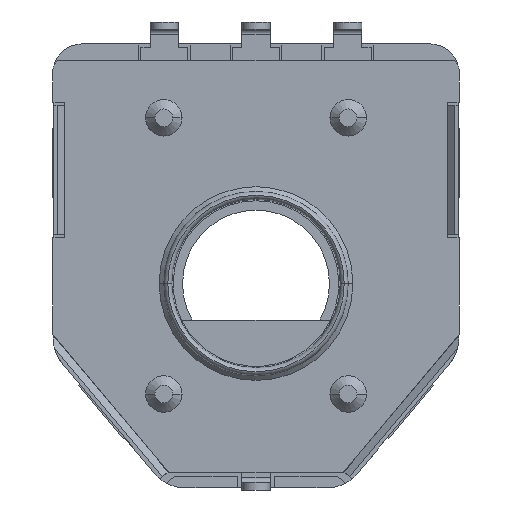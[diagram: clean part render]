
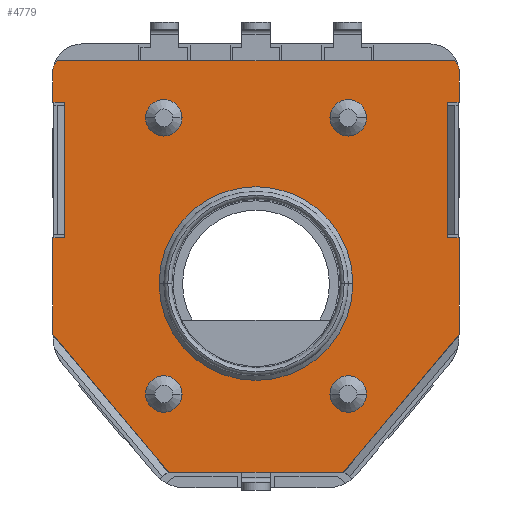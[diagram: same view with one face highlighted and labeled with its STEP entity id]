
A CAD part, front view. The second image highlights one B-rep face of the part: STEP entity #4779.
In plain terms, the highlighted planar face has unit normal (0, -1, 0).
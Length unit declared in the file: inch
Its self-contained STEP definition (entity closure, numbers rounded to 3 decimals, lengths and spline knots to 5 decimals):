
#353=CARTESIAN_POINT('',(0.,0.,-0.025));
#354=DIRECTION('',(0.,1.,0.));
#355=DIRECTION('',(-1.,0.,0.));
#356=AXIS2_PLACEMENT_3D('',#353,#354,#355);
#363=CARTESIAN_POINT('',(-0.0985,0.,0.1521));
#364=DIRECTION('',(0.,-1.,0.));
#365=DIRECTION('',(-1.,0.,0.));
#366=AXIS2_PLACEMENT_3D('',#363,#364,#365);
#368=CARTESIAN_POINT('',(-0.0985,0.,0.1521));
#369=DIRECTION('',(0.,-1.,0.));
#370=DIRECTION('',(1.,0.,0.));
#371=AXIS2_PLACEMENT_3D('',#368,#369,#370);
#373=CARTESIAN_POINT('',(0.0985,0.,0.1521));
#374=DIRECTION('',(0.,-1.,0.));
#375=DIRECTION('',(-1.,0.,0.));
#376=AXIS2_PLACEMENT_3D('',#373,#374,#375);
#378=CARTESIAN_POINT('',(0.0985,0.,0.1521));
#379=DIRECTION('',(0.,-1.,0.));
#380=DIRECTION('',(1.,0.,0.));
#381=AXIS2_PLACEMENT_3D('',#378,#379,#380);
#383=CARTESIAN_POINT('',(-0.0985,0.,-0.143));
#384=DIRECTION('',(0.,-1.,0.));
#385=DIRECTION('',(-1.,0.,0.));
#386=AXIS2_PLACEMENT_3D('',#383,#384,#385);
#388=CARTESIAN_POINT('',(-0.0985,0.,-0.143));
#389=DIRECTION('',(0.,-1.,0.));
#390=DIRECTION('',(1.,0.,0.));
#391=AXIS2_PLACEMENT_3D('',#388,#389,#390);
#393=CARTESIAN_POINT('',(0.0985,0.,-0.143));
#394=DIRECTION('',(0.,-1.,0.));
#395=DIRECTION('',(-1.,0.,0.));
#396=AXIS2_PLACEMENT_3D('',#393,#394,#395);
#398=CARTESIAN_POINT('',(0.0985,0.,-0.143));
#399=DIRECTION('',(0.,-1.,0.));
#400=DIRECTION('',(1.,0.,0.));
#401=AXIS2_PLACEMENT_3D('',#398,#399,#400);
#403=DIRECTION('',(-1.,0.,0.));
#404=VECTOR('',#403,0.0125);
#405=CARTESIAN_POINT('',(0.217,0.,0.169));
#406=LINE('',#405,#404);
#407=DIRECTION('',(0.,0.,1.));
#408=VECTOR('',#407,0.145);
#409=CARTESIAN_POINT('',(0.2045,0.,0.024));
#410=LINE('',#409,#408);
#411=DIRECTION('',(1.,0.,0.));
#412=VECTOR('',#411,0.0125);
#413=CARTESIAN_POINT('',(0.2045,0.,0.024));
#414=LINE('',#413,#412);
#415=DIRECTION('',(0.,0.,-1.));
#416=VECTOR('',#415,0.103);
#417=CARTESIAN_POINT('',(0.217,0.,0.024));
#418=LINE('',#417,#416);
#419=DIRECTION('',(-0.643,0.,-0.766));
#420=VECTOR('',#419,0.19291);
#421=CARTESIAN_POINT('',(0.217,0.,-0.079));
#422=LINE('',#421,#420);
#423=DIRECTION('',(-1.,0.,0.));
#424=VECTOR('',#423,0.186);
#425=CARTESIAN_POINT('',(0.093,0.,-0.22678));
#426=LINE('',#425,#424);
#427=DIRECTION('',(-0.643,0.,0.766));
#428=VECTOR('',#427,0.19291);
#429=CARTESIAN_POINT('',(-0.093,0.,-0.22678));
#430=LINE('',#429,#428);
#431=DIRECTION('',(0.,0.,1.));
#432=VECTOR('',#431,0.103);
#433=CARTESIAN_POINT('',(-0.217,0.,-0.079));
#434=LINE('',#433,#432);
#435=DIRECTION('',(1.,0.,0.));
#436=VECTOR('',#435,0.0125);
#437=CARTESIAN_POINT('',(-0.217,0.,0.024));
#438=LINE('',#437,#436);
#439=DIRECTION('',(0.,0.,-1.));
#440=VECTOR('',#439,0.145);
#441=CARTESIAN_POINT('',(-0.2045,0.,0.169));
#442=LINE('',#441,#440);
#443=DIRECTION('',(-1.,0.,0.));
#444=VECTOR('',#443,0.0125);
#445=CARTESIAN_POINT('',(-0.2045,0.,0.169));
#446=LINE('',#445,#444);
#447=DIRECTION('',(0.,0.,1.));
#448=VECTOR('',#447,0.03422);
#449=CARTESIAN_POINT('',(-0.217,0.,0.169));
#450=LINE('',#449,#448);
#451=CARTESIAN_POINT('',(-0.2045,0.,0.20322));
#452=DIRECTION('',(0.,1.,0.));
#453=DIRECTION('',(-1.,0.,0.));
#454=AXIS2_PLACEMENT_3D('',#451,#452,#453);
#456=DIRECTION('',(1.,0.,0.));
#457=VECTOR('',#456,0.424);
#458=CARTESIAN_POINT('',(-0.212,0.,0.21322));
#459=LINE('',#458,#457);
#460=CARTESIAN_POINT('',(0.2045,0.,0.20322));
#461=DIRECTION('',(0.,1.,0.));
#462=DIRECTION('',(0.6,0.,0.8));
#463=AXIS2_PLACEMENT_3D('',#460,#461,#462);
#465=DIRECTION('',(0.,0.,-1.));
#466=VECTOR('',#465,0.03422);
#467=CARTESIAN_POINT('',(0.217,0.,0.20322));
#468=LINE('',#467,#466);
#469=CARTESIAN_POINT('',(0.,0.,-0.025));
#470=DIRECTION('',(0.,1.,0.));
#471=DIRECTION('',(1.,0.,0.));
#472=AXIS2_PLACEMENT_3D('',#469,#470,#471);
#3270=CARTESIAN_POINT('',(0.217,0.,-0.079));
#3271=CARTESIAN_POINT('',(0.093,0.,-0.22678));
#3272=VERTEX_POINT('',#3270);
#3273=VERTEX_POINT('',#3271);
#3274=CARTESIAN_POINT('',(-0.093,0.,-0.22678));
#3275=VERTEX_POINT('',#3274);
#3276=CARTESIAN_POINT('',(-0.217,0.,-0.079));
#3277=VERTEX_POINT('',#3276);
#3282=CARTESIAN_POINT('',(-0.217,0.,0.024));
#3283=VERTEX_POINT('',#3282);
#3284=CARTESIAN_POINT('',(0.217,0.,0.024));
#3285=VERTEX_POINT('',#3284);
#3294=CARTESIAN_POINT('',(-0.217,0.,0.169));
#3296=VERTEX_POINT('',#3294);
#3298=CARTESIAN_POINT('',(0.217,0.,0.169));
#3300=VERTEX_POINT('',#3298);
#3314=CARTESIAN_POINT('',(-0.118,0.,0.1521));
#3315=CARTESIAN_POINT('',(-0.079,0.,0.1521));
#3316=VERTEX_POINT('',#3314);
#3317=VERTEX_POINT('',#3315);
#3318=CARTESIAN_POINT('',(0.079,0.,0.1521));
#3319=CARTESIAN_POINT('',(0.118,0.,0.1521));
#3320=VERTEX_POINT('',#3318);
#3321=VERTEX_POINT('',#3319);
#3350=CARTESIAN_POINT('',(-0.118,0.,-0.143));
#3351=CARTESIAN_POINT('',(-0.079,0.,-0.143));
#3352=VERTEX_POINT('',#3350);
#3353=VERTEX_POINT('',#3351);
#3354=CARTESIAN_POINT('',(0.079,0.,-0.143));
#3355=CARTESIAN_POINT('',(0.118,0.,-0.143));
#3356=VERTEX_POINT('',#3354);
#3357=VERTEX_POINT('',#3355);
#3386=CARTESIAN_POINT('',(-0.212,0.,0.21322));
#3387=CARTESIAN_POINT('',(0.212,0.,0.21322));
#3388=VERTEX_POINT('',#3386);
#3389=VERTEX_POINT('',#3387);
#3390=CARTESIAN_POINT('',(-0.217,0.,0.20322));
#3391=VERTEX_POINT('',#3390);
#3392=CARTESIAN_POINT('',(0.217,0.,0.20322));
#3393=VERTEX_POINT('',#3392);
#3438=CARTESIAN_POINT('',(-0.1035,0.,-0.025));
#3439=CARTESIAN_POINT('',(0.1035,0.,-0.025));
#3440=VERTEX_POINT('',#3438);
#3441=VERTEX_POINT('',#3439);
#4206=CARTESIAN_POINT('',(-0.2045,0.,0.024));
#4207=VERTEX_POINT('',#4206);
#4208=CARTESIAN_POINT('',(0.2045,0.,0.024));
#4209=VERTEX_POINT('',#4208);
#4210=CARTESIAN_POINT('',(-0.2045,0.,0.169));
#4211=VERTEX_POINT('',#4210);
#4212=CARTESIAN_POINT('',(0.2045,0.,0.169));
#4213=VERTEX_POINT('',#4212);
#4712=CARTESIAN_POINT('',(0.,0.,0.));
#4713=DIRECTION('',(0.,1.,0.));
#4714=DIRECTION('',(1.,0.,0.));
#4715=AXIS2_PLACEMENT_3D('',#4712,#4713,#4714);
#4716=PLANE('',#4715);
#4718=ORIENTED_EDGE('',*,*,#4717,.T.);
#4719=ORIENTED_EDGE('',*,*,#4365,.F.);
#4721=ORIENTED_EDGE('',*,*,#4720,.T.);
#4723=ORIENTED_EDGE('',*,*,#4722,.T.);
#4725=ORIENTED_EDGE('',*,*,#4724,.T.);
#4727=ORIENTED_EDGE('',*,*,#4726,.T.);
#4729=ORIENTED_EDGE('',*,*,#4728,.T.);
#4731=ORIENTED_EDGE('',*,*,#4730,.T.);
#4733=ORIENTED_EDGE('',*,*,#4732,.T.);
#4735=ORIENTED_EDGE('',*,*,#4734,.F.);
#4737=ORIENTED_EDGE('',*,*,#4736,.T.);
#4739=ORIENTED_EDGE('',*,*,#4738,.T.);
#4741=ORIENTED_EDGE('',*,*,#4740,.T.);
#4743=ORIENTED_EDGE('',*,*,#4742,.T.);
#4745=ORIENTED_EDGE('',*,*,#4744,.T.);
#4747=ORIENTED_EDGE('',*,*,#4746,.T.);
#4748=EDGE_LOOP('',(#4718,#4719,#4721,#4723,#4725,#4727,#4729,#4731,#4733,#4735,
#4737,#4739,#4741,#4743,#4745,#4747));
#4749=FACE_OUTER_BOUND('',#4748,.F.);
#4751=ORIENTED_EDGE('',*,*,#4750,.T.);
#4753=ORIENTED_EDGE('',*,*,#4752,.T.);
#4754=EDGE_LOOP('',(#4751,#4753));
#4755=FACE_BOUND('',#4754,.F.);
#4757=ORIENTED_EDGE('',*,*,#4756,.T.);
#4759=ORIENTED_EDGE('',*,*,#4758,.T.);
#4760=EDGE_LOOP('',(#4757,#4759));
#4761=FACE_BOUND('',#4760,.F.);
#4763=ORIENTED_EDGE('',*,*,#4762,.T.);
#4765=ORIENTED_EDGE('',*,*,#4764,.T.);
#4766=EDGE_LOOP('',(#4763,#4765));
#4767=FACE_BOUND('',#4766,.F.);
#4769=ORIENTED_EDGE('',*,*,#4768,.T.);
#4771=ORIENTED_EDGE('',*,*,#4770,.T.);
#4772=EDGE_LOOP('',(#4769,#4771));
#4773=FACE_BOUND('',#4772,.F.);
#4775=ORIENTED_EDGE('',*,*,#4774,.F.);
#4776=ORIENTED_EDGE('',*,*,#4702,.F.);
#4777=EDGE_LOOP('',(#4775,#4776));
#4778=FACE_BOUND('',#4777,.F.);
#4779=ADVANCED_FACE('',(#4749,#4755,#4761,#4767,#4773,#4778),#4716,.F.);
#357=CIRCLE('',#356,0.1035);
#367=CIRCLE('',#366,0.0195);
#372=CIRCLE('',#371,0.0195);
#377=CIRCLE('',#376,0.0195);
#382=CIRCLE('',#381,0.0195);
#387=CIRCLE('',#386,0.0195);
#392=CIRCLE('',#391,0.0195);
#397=CIRCLE('',#396,0.0195);
#402=CIRCLE('',#401,0.0195);
#455=CIRCLE('',#454,0.0125);
#464=CIRCLE('',#463,0.0125);
#473=CIRCLE('',#472,0.1035);
#4365=EDGE_CURVE('',#4209,#4213,#410,.T.);
#4702=EDGE_CURVE('',#3440,#3441,#357,.T.);
#4717=EDGE_CURVE('',#3300,#4213,#406,.T.);
#4720=EDGE_CURVE('',#4209,#3285,#414,.T.);
#4722=EDGE_CURVE('',#3285,#3272,#418,.T.);
#4724=EDGE_CURVE('',#3272,#3273,#422,.T.);
#4726=EDGE_CURVE('',#3273,#3275,#426,.T.);
#4728=EDGE_CURVE('',#3275,#3277,#430,.T.);
#4730=EDGE_CURVE('',#3277,#3283,#434,.T.);
#4732=EDGE_CURVE('',#3283,#4207,#438,.T.);
#4734=EDGE_CURVE('',#4211,#4207,#442,.T.);
#4736=EDGE_CURVE('',#4211,#3296,#446,.T.);
#4738=EDGE_CURVE('',#3296,#3391,#450,.T.);
#4740=EDGE_CURVE('',#3391,#3388,#455,.T.);
#4742=EDGE_CURVE('',#3388,#3389,#459,.T.);
#4744=EDGE_CURVE('',#3389,#3393,#464,.T.);
#4746=EDGE_CURVE('',#3393,#3300,#468,.T.);
#4750=EDGE_CURVE('',#3316,#3317,#367,.T.);
#4752=EDGE_CURVE('',#3317,#3316,#372,.T.);
#4756=EDGE_CURVE('',#3320,#3321,#377,.T.);
#4758=EDGE_CURVE('',#3321,#3320,#382,.T.);
#4762=EDGE_CURVE('',#3352,#3353,#387,.T.);
#4764=EDGE_CURVE('',#3353,#3352,#392,.T.);
#4768=EDGE_CURVE('',#3356,#3357,#397,.T.);
#4770=EDGE_CURVE('',#3357,#3356,#402,.T.);
#4774=EDGE_CURVE('',#3441,#3440,#473,.T.);
